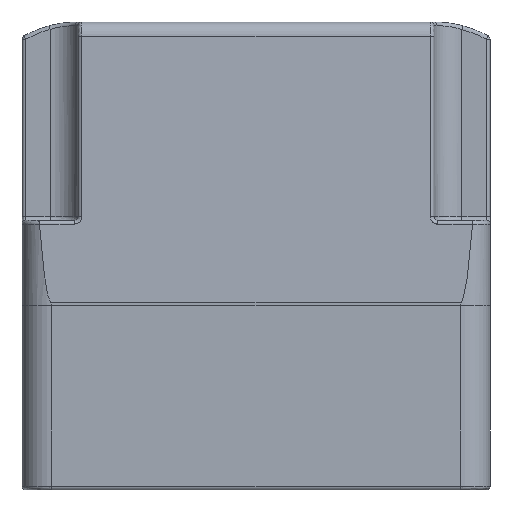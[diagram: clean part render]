
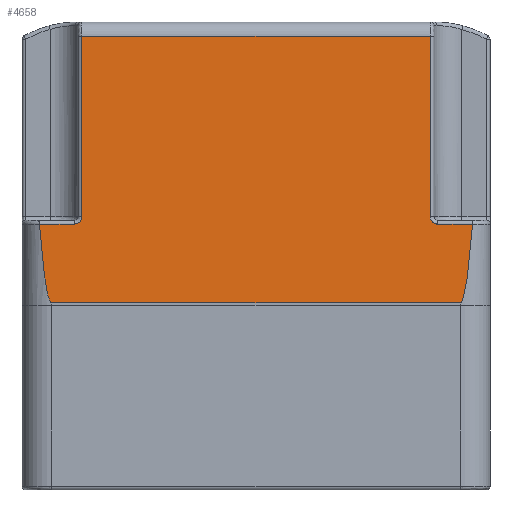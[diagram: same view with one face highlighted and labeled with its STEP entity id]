
A CAD part, left-side view. The second image highlights one B-rep face of the part: STEP entity #4658.
In plain terms, the highlighted planar face has unit normal (-0.999, 0, 0.035).
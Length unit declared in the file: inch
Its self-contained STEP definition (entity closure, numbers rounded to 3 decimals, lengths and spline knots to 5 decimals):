
#41 = EDGE_CURVE ( 'NONE', #3428, #4351, #2439, .T. ) ;
#212 = VECTOR ( 'NONE', #296, 39.37008 ) ;
#270 = CARTESIAN_POINT ( 'NONE',  ( -1.44711, 4.33042, 0.34596 ) ) ;
#286 = ORIENTED_EDGE ( 'NONE', *, *, #4591, .F. ) ;
#296 = DIRECTION ( 'NONE',  ( 0., -1., 0. ) ) ;
#382 = CARTESIAN_POINT ( 'NONE',  ( -1.44746, 0.18318, 0.33602 ) ) ;
#444 =( BOUNDED_CURVE ( )  B_SPLINE_CURVE ( 3, ( #3221, #6027, #3965, #2672 ),
 .UNSPECIFIED., .F., .T. ) 
 B_SPLINE_CURVE_WITH_KNOTS ( ( 4, 4 ),
 ( 2.71008, 3.14159 ),
 .UNSPECIFIED. ) 
 CURVE ( )  GEOMETRIC_REPRESENTATION_ITEM ( )  RATIONAL_B_SPLINE_CURVE ( ( 1., 0.985, 0.985, 1. ) ) 
 REPRESENTATION_ITEM ( '' )  );
#535 = VERTEX_POINT ( 'NONE', #4995 ) ;
#566 = EDGE_CURVE ( 'NONE', #4351, #3356, #6024, .T. ) ;
#657 = EDGE_CURVE ( 'NONE', #3990, #3282, #2449, .T. ) ;
#684 = B_SPLINE_CURVE_WITH_KNOTS ( 'NONE', 3,
 ( #782, #3836, #5941, #270, #4385, #1787, #1240, #4974, #3323, #3870 ),
 .UNSPECIFIED., .F., .F.,
 ( 4, 2, 2, 2, 4 ),
 ( 0., 0.25, 0.5, 0.75, 1. ),
 .UNSPECIFIED. ) ;
#740 = VECTOR ( 'NONE', #6508, 39.37008 ) ;
#782 = CARTESIAN_POINT ( 'NONE',  ( -1.44746, 4.37008, 0.33602 ) ) ;
#849 = CARTESIAN_POINT ( 'NONE',  ( -1.4464, 0.61415, 0.36637 ) ) ;
#960 = VECTOR ( 'NONE', #4534, 39.37008 ) ;
#1065 = CARTESIAN_POINT ( 'NONE',  ( -1.44746, 4.37008, 0.33602 ) ) ;
#1180 = CARTESIAN_POINT ( 'NONE',  ( -1.44751, 4.73803, 0.33465 ) ) ;
#1240 = CARTESIAN_POINT ( 'NONE',  ( -1.44609, 4.30128, 0.3751 ) ) ;
#1334 = ORIENTED_EDGE ( 'NONE', *, *, #566, .F. ) ;
#1354 = DIRECTION ( 'NONE',  ( 0., -1., 0. ) ) ;
#1373 = CARTESIAN_POINT ( 'NONE',  ( -1.44471, 0.62992, 0.41476 ) ) ;
#1445 = CARTESIAN_POINT ( 'NONE',  ( -1.37857, 4.92126, 2.30865 ) ) ;
#1481 = EDGE_CURVE ( 'NONE', #5372, #3559, #2904, .T. ) ;
#1496 = CARTESIAN_POINT ( 'NONE',  ( -1.44746, 0.55118, 0.33602 ) ) ;
#1525 = CARTESIAN_POINT ( 'NONE',  ( -1.37857, 4.29134, 2.30865 ) ) ;
#1787 = CARTESIAN_POINT ( 'NONE',  ( -1.4464, 4.30711, 0.36637 ) ) ;
#1901 = CARTESIAN_POINT ( 'NONE',  ( -1.44749, 0.18319, 0.3351 ) ) ;
#1951 = VECTOR ( 'NONE', #3060, 39.37008 ) ;
#2060 = B_SPLINE_CURVE_WITH_KNOTS ( 'NONE', 3,
 ( #2547, #4123, #3204, #3607 ),
 .UNSPECIFIED., .F., .F.,
 ( 4, 4 ),
 ( 0., 0.00003 ),
 .UNSPECIFIED. ) ;
#2078 = CARTESIAN_POINT ( 'NONE',  ( -1.44746, 4.73808, 0.33602 ) ) ;
#2223 = ORIENTED_EDGE ( 'NONE', *, *, #4935, .F. ) ;
#2231 = EDGE_CURVE ( 'NONE', #3356, #5372, #5713, .T. ) ;
#2262 = ORIENTED_EDGE ( 'NONE', *, *, #5358, .F. ) ;
#2309 = AXIS2_PLACEMENT_3D ( 'NONE', #4489, #4389, #5489 ) ;
#2334 = CARTESIAN_POINT ( 'NONE',  ( -1.44746, 0.55118, 0.33602 ) ) ;
#2362 = ORIENTED_EDGE ( 'NONE', *, *, #4555, .F. ) ;
#2436 = CARTESIAN_POINT ( 'NONE',  ( -1.44507, 0.62992, 0.40445 ) ) ;
#2439 = LINE ( 'NONE', #1445, #960 ) ;
#2449 = LINE ( 'NONE', #4681, #1951 ) ;
#2512 = VECTOR ( 'NONE', #2617, 39.37008 ) ;
#2547 = CARTESIAN_POINT ( 'NONE',  ( -1.44751, 4.73803, 0.33465 ) ) ;
#2617 = DIRECTION ( 'NONE',  ( 0.035, 0., 0.999 ) ) ;
#2672 = CARTESIAN_POINT ( 'NONE',  ( -1.47638, 0.31496, -0.49213 ) ) ;
#2825 = ORIENTED_EDGE ( 'NONE', *, *, #4270, .F. ) ;
#2904 = LINE ( 'NONE', #5001, #212 ) ;
#2941 = EDGE_LOOP ( 'NONE', ( #2223, #3202, #4725, #5136, #286, #6274, #6427, #1334, #3208, #2825, #2262, #2362 ) ) ;
#2943 = CARTESIAN_POINT ( 'NONE',  ( -1.44691, 0.59957, 0.35179 ) ) ;
#3060 = DIRECTION ( 'NONE',  ( 0., 1., 0. ) ) ;
#3202 = ORIENTED_EDGE ( 'NONE', *, *, #6732, .F. ) ;
#3204 = CARTESIAN_POINT ( 'NONE',  ( -1.44747, 4.73808, 0.33556 ) ) ;
#3208 = ORIENTED_EDGE ( 'NONE', *, *, #41, .F. ) ;
#3221 = CARTESIAN_POINT ( 'NONE',  ( -1.44751, 0.18323, 0.33465 ) ) ;
#3282 = VERTEX_POINT ( 'NONE', #5415 ) ;
#3299 = CARTESIAN_POINT ( 'NONE',  ( -1.47638, 4.65196, -0.49213 ) ) ;
#3323 = CARTESIAN_POINT ( 'NONE',  ( -1.44507, 4.29134, 0.40445 ) ) ;
#3356 = VERTEX_POINT ( 'NONE', #6542 ) ;
#3428 = VERTEX_POINT ( 'NONE', #1525 ) ;
#3460 = CARTESIAN_POINT ( 'NONE',  ( -1.44543, 0.62787, 0.39415 ) ) ;
#3529 = VERTEX_POINT ( 'NONE', #5195 ) ;
#3559 = VERTEX_POINT ( 'NONE', #382 ) ;
#3607 = CARTESIAN_POINT ( 'NONE',  ( -1.44746, 4.73808, 0.33602 ) ) ;
#3836 = CARTESIAN_POINT ( 'NONE',  ( -1.44746, 4.35977, 0.33602 ) ) ;
#3870 = CARTESIAN_POINT ( 'NONE',  ( -1.44471, 4.29134, 0.41476 ) ) ;
#3965 = CARTESIAN_POINT ( 'NONE',  ( -1.47638, 0.2693, -0.49213 ) ) ;
#3990 = VERTEX_POINT ( 'NONE', #5595 ) ;
#4064 = LINE ( 'NONE', #6713, #2512 ) ;
#4118 = CARTESIAN_POINT ( 'NONE',  ( -1.44751, 4.73803, 0.33465 ) ) ;
#4123 = CARTESIAN_POINT ( 'NONE',  ( -1.44749, 4.73807, 0.3351 ) ) ;
#4137 = CARTESIAN_POINT ( 'NONE',  ( -1.44739, 0.57179, 0.33807 ) ) ;
#4270 = EDGE_CURVE ( 'NONE', #3529, #3428, #4064, .T. ) ;
#4304 = CARTESIAN_POINT ( 'NONE',  ( -1.47638, 4.6063, -0.49213 ) ) ;
#4351 = VERTEX_POINT ( 'NONE', #6260 ) ;
#4385 = CARTESIAN_POINT ( 'NONE',  ( -1.44691, 4.32169, 0.35179 ) ) ;
#4389 = DIRECTION ( 'NONE',  ( 0.999, 0., -0.035 ) ) ;
#4406 = CARTESIAN_POINT ( 'NONE',  ( -1.44746, 4.92126, 0.33602 ) ) ;
#4413 = CARTESIAN_POINT ( 'NONE',  ( -1.37327, 0.62992, 2.46063 ) ) ;
#4467 = CARTESIAN_POINT ( 'NONE',  ( -1.44747, 0.18318, 0.33556 ) ) ;
#4489 = CARTESIAN_POINT ( 'NONE',  ( -1.37327, 4.92126, 2.46063 ) ) ;
#4534 = DIRECTION ( 'NONE',  ( 0., -1., 0. ) ) ;
#4555 = EDGE_CURVE ( 'NONE', #5505, #5687, #6083, .T. ) ;
#4591 = EDGE_CURVE ( 'NONE', #3559, #535, #6509, .T. ) ;
#4609 = VERTEX_POINT ( 'NONE', #4118 ) ;
#4658 = ADVANCED_FACE ( 'NONE', ( #5974 ), #6004, .F. ) ;
#4681 = CARTESIAN_POINT ( 'NONE',  ( -1.47638, 4.92126, -0.49213 ) ) ;
#4725 = ORIENTED_EDGE ( 'NONE', *, *, #657, .F. ) ;
#4935 = EDGE_CURVE ( 'NONE', #4609, #5505, #2060, .T. ) ;
#4974 = CARTESIAN_POINT ( 'NONE',  ( -1.44543, 4.29339, 0.39415 ) ) ;
#4995 = CARTESIAN_POINT ( 'NONE',  ( -1.44751, 0.18323, 0.33465 ) ) ;
#5001 = CARTESIAN_POINT ( 'NONE',  ( -1.44746, 4.92126, 0.33602 ) ) ;
#5042 = CARTESIAN_POINT ( 'NONE',  ( -1.44711, 0.59084, 0.34596 ) ) ;
#5136 = ORIENTED_EDGE ( 'NONE', *, *, #5992, .F. ) ;
#5195 = CARTESIAN_POINT ( 'NONE',  ( -1.44471, 4.29134, 0.41476 ) ) ;
#5358 = EDGE_CURVE ( 'NONE', #5687, #3529, #684, .T. ) ;
#5372 = VERTEX_POINT ( 'NONE', #2334 ) ;
#5415 = CARTESIAN_POINT ( 'NONE',  ( -1.47638, 4.6063, -0.49213 ) ) ;
#5485 = VECTOR ( 'NONE', #1354, 39.37008 ) ;
#5489 = DIRECTION ( 'NONE',  ( -0.035, 0., -0.999 ) ) ;
#5505 = VERTEX_POINT ( 'NONE', #2078 ) ;
#5553 = CARTESIAN_POINT ( 'NONE',  ( -1.44609, 0.61998, 0.3751 ) ) ;
#5595 = CARTESIAN_POINT ( 'NONE',  ( -1.47638, 0.31496, -0.49213 ) ) ;
#5687 = VERTEX_POINT ( 'NONE', #1065 ) ;
#5713 = B_SPLINE_CURVE_WITH_KNOTS ( 'NONE', 3,
 ( #1373, #2436, #3460, #5553, #849, #2943, #5042, #4137, #6646, #1496 ),
 .UNSPECIFIED., .F., .F.,
 ( 4, 2, 2, 2, 4 ),
 ( 0., 0.25, 0.5, 0.75, 1. ),
 .UNSPECIFIED. ) ;
#5941 = CARTESIAN_POINT ( 'NONE',  ( -1.44739, 4.34947, 0.33807 ) ) ;
#5974 = FACE_OUTER_BOUND ( 'NONE', #2941, .T. ) ;
#5992 = EDGE_CURVE ( 'NONE', #535, #3990, #444, .T. ) ;
#6004 = PLANE ( 'NONE',  #2309 ) ;
#6024 = LINE ( 'NONE', #4413, #740 ) ;
#6027 = CARTESIAN_POINT ( 'NONE',  ( -1.4666, 0.2247, -0.21221 ) ) ;
#6083 = LINE ( 'NONE', #4406, #5485 ) ;
#6260 = CARTESIAN_POINT ( 'NONE',  ( -1.37857, 0.62992, 2.30865 ) ) ;
#6274 = ORIENTED_EDGE ( 'NONE', *, *, #1481, .F. ) ;
#6317 =( BOUNDED_CURVE ( )  B_SPLINE_CURVE ( 3, ( #4304, #3299, #6396, #1180 ),
 .UNSPECIFIED., .F., .T. ) 
 B_SPLINE_CURVE_WITH_KNOTS ( ( 4, 4 ),
 ( 0., 0.43152 ),
 .UNSPECIFIED. ) 
 CURVE ( )  GEOMETRIC_REPRESENTATION_ITEM ( )  RATIONAL_B_SPLINE_CURVE ( ( 1., 0.985, 0.985, 1. ) ) 
 REPRESENTATION_ITEM ( '' )  );
#6396 = CARTESIAN_POINT ( 'NONE',  ( -1.4666, 4.69656, -0.21221 ) ) ;
#6427 = ORIENTED_EDGE ( 'NONE', *, *, #2231, .F. ) ;
#6508 = DIRECTION ( 'NONE',  ( -0.035, 0., -0.999 ) ) ;
#6509 = B_SPLINE_CURVE_WITH_KNOTS ( 'NONE', 3,
 ( #6601, #4467, #1901, #6561 ),
 .UNSPECIFIED., .F., .F.,
 ( 4, 4 ),
 ( 0., 0.00003 ),
 .UNSPECIFIED. ) ;
#6542 = CARTESIAN_POINT ( 'NONE',  ( -1.44471, 0.62992, 0.41476 ) ) ;
#6561 = CARTESIAN_POINT ( 'NONE',  ( -1.44751, 0.18323, 0.33465 ) ) ;
#6601 = CARTESIAN_POINT ( 'NONE',  ( -1.44746, 0.18318, 0.33602 ) ) ;
#6646 = CARTESIAN_POINT ( 'NONE',  ( -1.44746, 0.56149, 0.33602 ) ) ;
#6713 = CARTESIAN_POINT ( 'NONE',  ( -1.37327, 4.29134, 2.46063 ) ) ;
#6732 = EDGE_CURVE ( 'NONE', #3282, #4609, #6317, .T. ) ;
